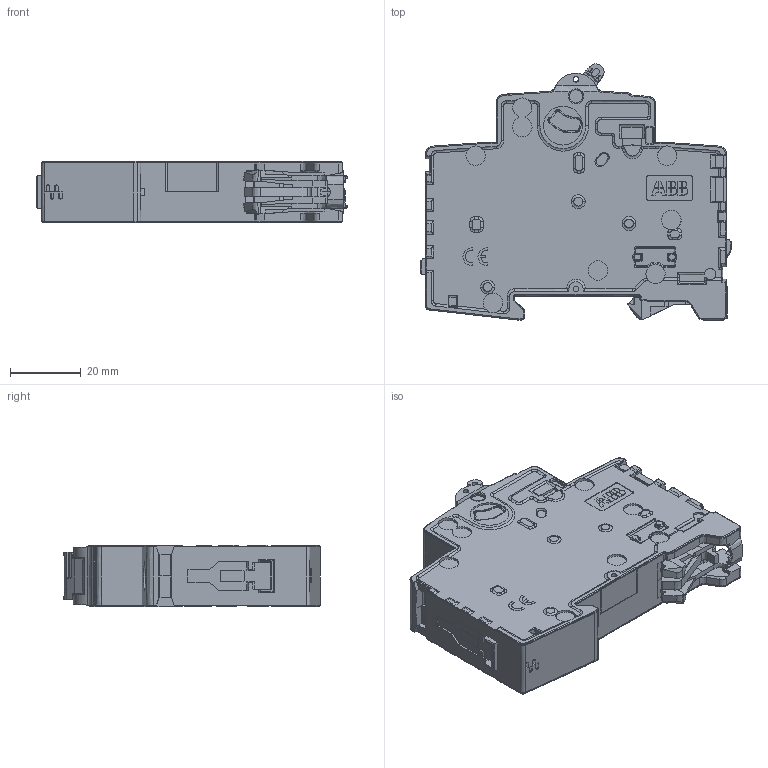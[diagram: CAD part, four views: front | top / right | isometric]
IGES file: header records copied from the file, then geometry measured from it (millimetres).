
Start section:  PTC IGES file: 2cds271061_s201muc.igs
Global section: file name: 2cds271061_s201muc.igs; native system: Creo Elements/Pro by Parametric Technology Corporation; preprocessor: 2011080; author: DEU121775; organization: Unknown; date: 20110907.113407; units: millimetre
Bounding box: 88 x 72.47 x 17.4 mm (x, y, z)
Volume: 75494.3 mm3; surface area: 17839.9 mm2
Topology: 1 solids, 1 shells, 2305 faces, 6297 edges, 4069 vertices
Faces by surface type: bspline 2305
